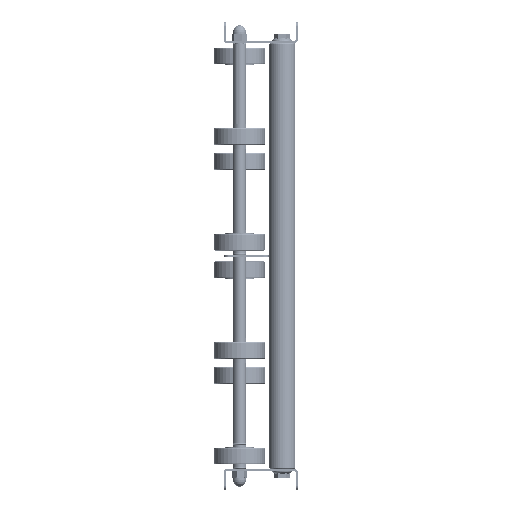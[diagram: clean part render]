
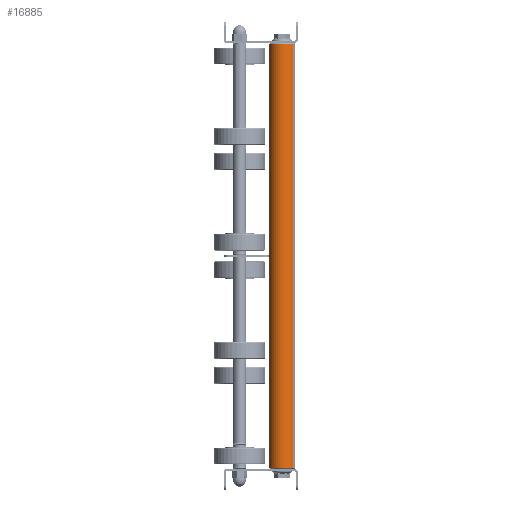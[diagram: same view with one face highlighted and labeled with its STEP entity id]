
A CAD part, left-side view. The second image highlights one B-rep face of the part: STEP entity #16885.
In plain terms, the highlighted cylindrical face has radius 12.5 mm (diameter 25 mm), a partial arc.
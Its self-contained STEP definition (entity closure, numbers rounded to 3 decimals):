
#135 = LINE ( 'NONE', #9104, #21076 ) ;
#1134 = EDGE_LOOP ( 'NONE', ( #7653, #12948, #17944, #13666 ) ) ;
#1632 = EDGE_CURVE ( 'NONE', #26229, #16625, #18565, .T. ) ;
#1903 = EDGE_CURVE ( 'NONE', #16625, #19978, #16570, .T. ) ;
#1919 = CYLINDRICAL_SURFACE ( 'NONE', #19030, 12.5 ) ;
#2344 = DIRECTION ( 'NONE',  ( 0., 0., 1. ) ) ;
#3061 = DIRECTION ( 'NONE',  ( 1., 0., 0. ) ) ;
#3822 = DIRECTION ( 'NONE',  ( 0., 0., -1. ) ) ;
#5705 = VECTOR ( 'NONE', #7248, 1000. ) ;
#7248 = DIRECTION ( 'NONE',  ( -1., 0., 0. ) ) ;
#7653 = ORIENTED_EDGE ( 'NONE', *, *, #10350, .F. ) ;
#8661 = CARTESIAN_POINT ( 'NONE',  ( 400., 0., 0. ) ) ;
#9104 = CARTESIAN_POINT ( 'NONE',  ( 400., 0., -12.5 ) ) ;
#9782 = DIRECTION ( 'NONE',  ( -1., 0., 0. ) ) ;
#10350 = EDGE_CURVE ( 'NONE', #16928, #19978, #135, .T. ) ;
#12948 = ORIENTED_EDGE ( 'NONE', *, *, #27369, .T. ) ;
#13666 = ORIENTED_EDGE ( 'NONE', *, *, #1903, .T. ) ;
#16502 = CARTESIAN_POINT ( 'NONE',  ( 400., 0., 12.5 ) ) ;
#16570 = CIRCLE ( 'NONE', #24090, 12.5 ) ;
#16625 = VERTEX_POINT ( 'NONE', #18840 ) ;
#16885 = ADVANCED_FACE ( 'NONE', ( #21920 ), #1919, .T. ) ;
#16928 = VERTEX_POINT ( 'NONE', #27764 ) ;
#17944 = ORIENTED_EDGE ( 'NONE', *, *, #1632, .T. ) ;
#18565 = LINE ( 'NONE', #16502, #5705 ) ;
#18840 = CARTESIAN_POINT ( 'NONE',  ( 1., 0., 12.5 ) ) ;
#18940 = CARTESIAN_POINT ( 'NONE',  ( 1., 0., 0. ) ) ;
#19030 = AXIS2_PLACEMENT_3D ( 'NONE', #8661, #9782, #2344 ) ;
#19253 = DIRECTION ( 'NONE',  ( -1., 0., 0. ) ) ;
#19978 = VERTEX_POINT ( 'NONE', #25972 ) ;
#21076 = VECTOR ( 'NONE', #27083, 1000. ) ;
#21615 = CARTESIAN_POINT ( 'NONE',  ( 399., 0., 0. ) ) ;
#21920 = FACE_OUTER_BOUND ( 'NONE', #1134, .T. ) ;
#24090 = AXIS2_PLACEMENT_3D ( 'NONE', #18940, #3061, #27933 ) ;
#25972 = CARTESIAN_POINT ( 'NONE',  ( 1., 0., -12.5 ) ) ;
#26229 = VERTEX_POINT ( 'NONE', #27462 ) ;
#27083 = DIRECTION ( 'NONE',  ( -1., 0., 0. ) ) ;
#27291 = AXIS2_PLACEMENT_3D ( 'NONE', #21615, #19253, #3822 ) ;
#27369 = EDGE_CURVE ( 'NONE', #16928, #26229, #28697, .T. ) ;
#27462 = CARTESIAN_POINT ( 'NONE',  ( 399., 0., 12.5 ) ) ;
#27764 = CARTESIAN_POINT ( 'NONE',  ( 399., 0., -12.5 ) ) ;
#27933 = DIRECTION ( 'NONE',  ( 0., 0., -1. ) ) ;
#28697 = CIRCLE ( 'NONE', #27291, 12.5 ) ;
